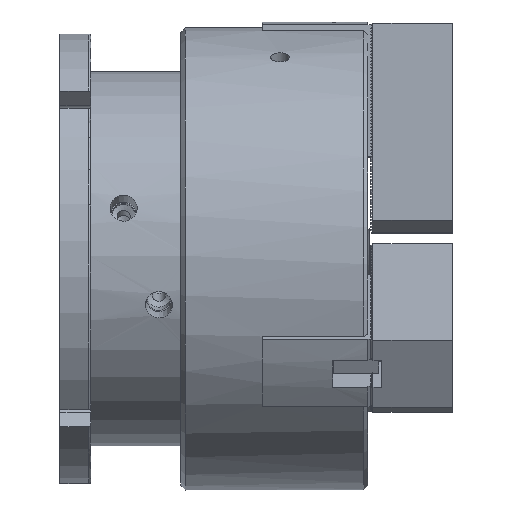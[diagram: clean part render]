
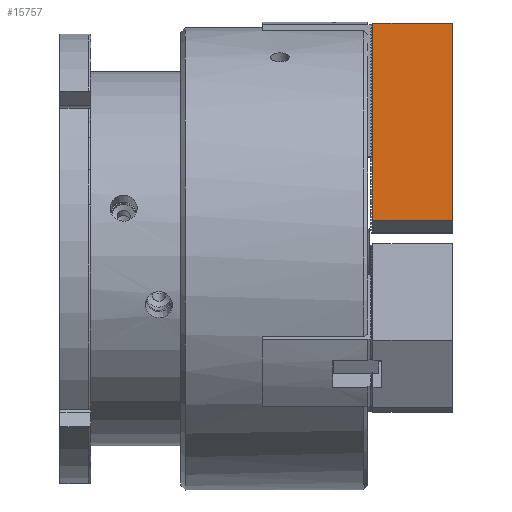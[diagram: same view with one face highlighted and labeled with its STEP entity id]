
A CAD part, front view. The second image highlights one B-rep face of the part: STEP entity #15757.
In plain terms, the highlighted face is planar.
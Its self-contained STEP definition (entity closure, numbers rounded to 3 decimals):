
#837 = VECTOR ( 'NONE', #4758, 1000. ) ;
#1285 = ORIENTED_EDGE ( 'NONE', *, *, #32126, .T. ) ;
#2053 = DIRECTION ( 'NONE',  ( 0., 1., 0. ) ) ;
#2702 = AXIS2_PLACEMENT_3D ( 'NONE', #16652, #28259, #2053 ) ;
#4758 = DIRECTION ( 'NONE',  ( -1., 0., 0. ) ) ;
#4929 = PLANE ( 'NONE',  #2702 ) ;
#5458 = LINE ( 'NONE', #17193, #11262 ) ;
#5909 = EDGE_LOOP ( 'NONE', ( #19155, #27698, #30515, #1285 ) ) ;
#6661 = CARTESIAN_POINT ( 'NONE',  ( 95., 1., 17.5 ) ) ;
#9331 = VERTEX_POINT ( 'NONE', #26011 ) ;
#9370 = VECTOR ( 'NONE', #18395, 1000. ) ;
#11262 = VECTOR ( 'NONE', #28786, 1000. ) ;
#14271 = LINE ( 'NONE', #25922, #20301 ) ;
#15757 = ADVANCED_FACE ( 'NONE', ( #31085 ), #4929, .F. ) ;
#16652 = CARTESIAN_POINT ( 'NONE',  ( 95., 37., 17.5 ) ) ;
#17193 = CARTESIAN_POINT ( 'NONE',  ( 0., 37., 17.5 ) ) ;
#18395 = DIRECTION ( 'NONE',  ( -1., 0., 0. ) ) ;
#18625 = EDGE_CURVE ( 'NONE', #23965, #27564, #32780, .T. ) ;
#19155 = ORIENTED_EDGE ( 'NONE', *, *, #18625, .F. ) ;
#19369 = LINE ( 'NONE', #30915, #837 ) ;
#19708 = EDGE_CURVE ( 'NONE', #36602, #9331, #19369, .T. ) ;
#20301 = VECTOR ( 'NONE', #37431, 1000. ) ;
#23965 = VERTEX_POINT ( 'NONE', #31727 ) ;
#25107 = CARTESIAN_POINT ( 'NONE',  ( 89.5, 37., 17.5 ) ) ;
#25922 = CARTESIAN_POINT ( 'NONE',  ( 89.5, 0., 17.5 ) ) ;
#26011 = CARTESIAN_POINT ( 'NONE',  ( 0., 37., 17.5 ) ) ;
#27564 = VERTEX_POINT ( 'NONE', #31562 ) ;
#27698 = ORIENTED_EDGE ( 'NONE', *, *, #37512, .T. ) ;
#28259 = DIRECTION ( 'NONE',  ( 0., 0., -1. ) ) ;
#28786 = DIRECTION ( 'NONE',  ( 0., -1., 0. ) ) ;
#30515 = ORIENTED_EDGE ( 'NONE', *, *, #19708, .T. ) ;
#30915 = CARTESIAN_POINT ( 'NONE',  ( 95., 37., 17.5 ) ) ;
#31085 = FACE_OUTER_BOUND ( 'NONE', #5909, .T. ) ;
#31562 = CARTESIAN_POINT ( 'NONE',  ( 0., 1., 17.5 ) ) ;
#31727 = CARTESIAN_POINT ( 'NONE',  ( 89.5, 1., 17.5 ) ) ;
#32126 = EDGE_CURVE ( 'NONE', #9331, #27564, #5458, .T. ) ;
#32780 = LINE ( 'NONE', #6661, #9370 ) ;
#36602 = VERTEX_POINT ( 'NONE', #25107 ) ;
#37431 = DIRECTION ( 'NONE',  ( 0., 1., 0. ) ) ;
#37512 = EDGE_CURVE ( 'NONE', #23965, #36602, #14271, .T. ) ;
